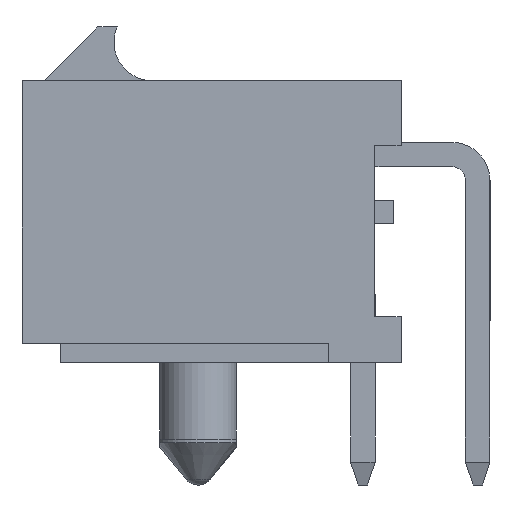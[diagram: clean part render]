
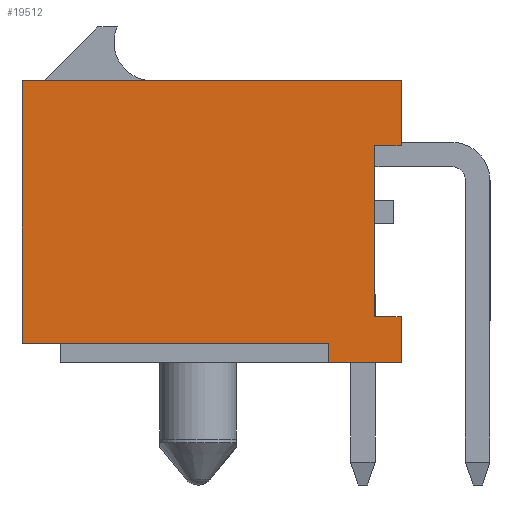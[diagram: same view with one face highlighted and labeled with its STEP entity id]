
A CAD part, left-side view. The second image highlights one B-rep face of the part: STEP entity #19512.
In plain terms, the highlighted planar face has unit normal (-1, 0, 0).
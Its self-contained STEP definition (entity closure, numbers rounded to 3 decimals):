
#1945=ORIENTED_EDGE('',*,*,#5514,.F.);
#1946=ORIENTED_EDGE('',*,*,#5344,.T.);
#1947=ORIENTED_EDGE('',*,*,#5579,.T.);
#1948=ORIENTED_EDGE('',*,*,#5580,.T.);
#1949=ORIENTED_EDGE('',*,*,#5581,.T.);
#1950=ORIENTED_EDGE('',*,*,#5582,.T.);
#1951=ORIENTED_EDGE('',*,*,#5583,.T.);
#1952=ORIENTED_EDGE('',*,*,#5390,.F.);
#1953=ORIENTED_EDGE('',*,*,#5385,.T.);
#1954=ORIENTED_EDGE('',*,*,#5584,.T.);
#5344=EDGE_CURVE('',#7159,#7158,#8597,.T.);
#5385=EDGE_CURVE('',#7189,#7191,#8638,.T.);
#5390=EDGE_CURVE('',#7189,#7194,#8643,.T.);
#5514=EDGE_CURVE('',#7159,#7275,#8758,.T.);
#5579=EDGE_CURVE('',#7158,#7322,#8823,.T.);
#5580=EDGE_CURVE('',#7322,#7323,#8824,.T.);
#5581=EDGE_CURVE('',#7323,#7324,#8825,.T.);
#5582=EDGE_CURVE('',#7324,#7325,#8826,.T.);
#5583=EDGE_CURVE('',#7325,#7194,#8827,.T.);
#5584=EDGE_CURVE('',#7191,#7275,#8828,.T.);
#7158=VERTEX_POINT('',#26667);
#7159=VERTEX_POINT('',#26669);
#7189=VERTEX_POINT('',#26749);
#7191=VERTEX_POINT('',#26753);
#7194=VERTEX_POINT('',#26763);
#7275=VERTEX_POINT('',#26997);
#7322=VERTEX_POINT('',#27134);
#7323=VERTEX_POINT('',#27136);
#7324=VERTEX_POINT('',#27138);
#7325=VERTEX_POINT('',#27140);
#8597=LINE('',#26668,#10495);
#8638=LINE('',#26754,#10536);
#8643=LINE('',#26764,#10541);
#8758=LINE('',#27003,#10656);
#8823=LINE('',#27133,#10721);
#8824=LINE('',#27135,#10722);
#8825=LINE('',#27137,#10723);
#8826=LINE('',#27139,#10724);
#8827=LINE('',#27141,#10725);
#8828=LINE('',#27142,#10726);
#10495=VECTOR('',#22496,1000.);
#10536=VECTOR('',#22561,1000.);
#10541=VECTOR('',#22570,1000.);
#10656=VECTOR('',#22753,1000.);
#10721=VECTOR('',#22858,1000.);
#10722=VECTOR('',#22859,1000.);
#10723=VECTOR('',#22860,1000.);
#10724=VECTOR('',#22861,1000.);
#10725=VECTOR('',#22862,1000.);
#10726=VECTOR('',#22863,1000.);
#11811=EDGE_LOOP('',(#1945,#1946,#1947,#1948,#1949,#1950,#1951,#1952,#1953,
#1954));
#12617=FACE_BOUND('',#11811,.T.);
#13370=PLANE('',#20386);
#19512=ADVANCED_FACE('',(#12617),#13370,.T.);
#20386=AXIS2_PLACEMENT_3D('',#27132,#22856,#22857);
#22496=DIRECTION('',(0.,-1.,0.));
#22561=DIRECTION('',(0.,0.,-1.));
#22570=DIRECTION('',(0.,-1.,0.));
#22753=DIRECTION('',(0.,0.,-1.));
#22856=DIRECTION('',(-1.,0.,0.));
#22857=DIRECTION('',(0.,0.,1.));
#22858=DIRECTION('',(0.,0.,-1.));
#22859=DIRECTION('',(0.,-1.,0.));
#22860=DIRECTION('',(0.,0.,1.));
#22861=DIRECTION('',(0.,1.,0.));
#22862=DIRECTION('',(0.,0.,-1.));
#22863=DIRECTION('',(0.,-1.,0.));
#26667=CARTESIAN_POINT('',(-13.85,-1.73,-4.25));
#26668=CARTESIAN_POINT('',(-13.85,2.73,-4.25));
#26669=CARTESIAN_POINT('',(-13.85,2.73,-4.25));
#26749=CARTESIAN_POINT('',(-13.85,3.93,-3.05));
#26753=CARTESIAN_POINT('',(-13.85,3.93,-4.95));
#26754=CARTESIAN_POINT('',(-13.85,3.93,-3.05));
#26763=CARTESIAN_POINT('',(-13.85,3.43,-3.05));
#26764=CARTESIAN_POINT('',(-13.85,3.93,-3.05));
#26997=CARTESIAN_POINT('',(-13.85,2.73,-4.95));
#27003=CARTESIAN_POINT('',(-13.85,2.73,-3.95));
#27132=CARTESIAN_POINT('',(-13.85,0.,0.));
#27133=CARTESIAN_POINT('',(-13.85,-1.73,-3.95));
#27134=CARTESIAN_POINT('',(-13.85,-1.73,-4.95));
#27135=CARTESIAN_POINT('',(-13.85,3.43,-4.95));
#27136=CARTESIAN_POINT('',(-13.85,-3.43,-4.95));
#27137=CARTESIAN_POINT('',(-13.85,-3.43,-4.95));
#27138=CARTESIAN_POINT('',(-13.85,-3.43,4.95));
#27139=CARTESIAN_POINT('',(-13.85,-3.43,4.95));
#27140=CARTESIAN_POINT('',(-13.85,3.43,4.95));
#27141=CARTESIAN_POINT('',(-13.85,3.43,4.95));
#27142=CARTESIAN_POINT('',(-13.85,3.43,-4.95));
